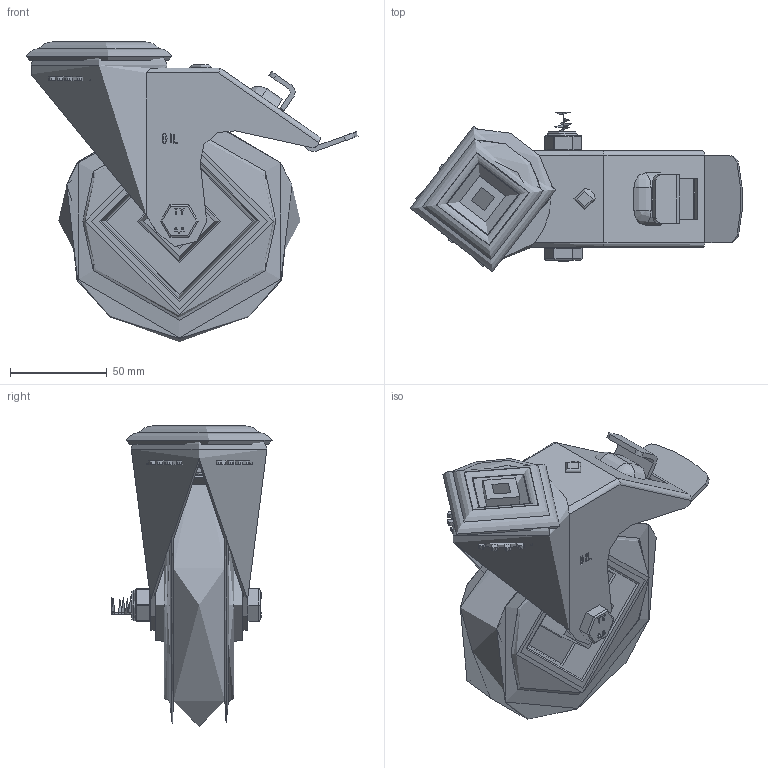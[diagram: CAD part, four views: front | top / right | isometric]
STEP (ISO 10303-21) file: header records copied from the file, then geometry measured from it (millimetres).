
FILE_DESCRIPTION(/* description */ (''),/* implementation_level */ '2;1');
FILE_NAME(/* name */ 'BZMM125SRNBBH12SWB.step',/* time_stamp */ '2024-10-14T12:31:01+01:00',/* author */ (''),/* organization */ (''),/* preprocessor_version */ 'ST-DEVELOPER v20',/* originating_system */ 'Autodesk Translation Framework v13.20.0.188',/* authorisation */ '');
FILE_SCHEMA (('AUTOMOTIVE_DESIGN { 1 0 10303 214 3 1 1 }'));
Length unit declared in the file: millimetre
Products named in the file (26): BZMM125SRNBBH12SWB; BZMM125ASBH12SWB v1; ZINC PLATED, PRESSED STEEL HEAD; ZINC PLATED, PRESSED STEEL FORKS; ZINC PLATED, PRESSED STEEL BRAKE PEDAL; BRAKE PAD; BRAKE PAD Geometry; BOLT; NUT; BZMH125WSRNRB v1; 65 SHORE A ELASTIC RUBBER TYRE; NYLON RIM; NYLON RIM Geometry; CAP; ROLLER BEARING; CAGE; RIBS; Component9; TUBEM15X45 v1; ZINC PLATED, STEEL TUBE; HEXBOLTM10X70Z8.8 v2; GRADE 8.8 THREADED ZINC PLATED BOLT; NYLOCM10Z v1; NYLOC NUT; RUBBER; NUT (1)
Assembly tree (33 placements, depth 5):
  BZMM125SRNBBH12SWB
    BZMM125ASBH12SWB v1
      ZINC PLATED, PRESSED STEEL HEAD
      ZINC PLATED, PRESSED STEEL FORKS
      ZINC PLATED, PRESSED STEEL BRAKE PEDAL
      BRAKE PAD
        BRAKE PAD Geometry
        BOLT
        NUT
    BZMH125WSRNRB v1
      65 SHORE A ELASTIC RUBBER TYRE
      NYLON RIM
        NYLON RIM Geometry
        CAP
      ROLLER BEARING
        CAGE
        RIBS
          Component9  x9
    TUBEM15X45 v1
      ZINC PLATED, STEEL TUBE
    HEXBOLTM10X70Z8.8 v2
      GRADE 8.8 THREADED ZINC PLATED BOLT
    NYLOCM10Z v1
      NYLOC NUT
        RUBBER
        NUT (1)
Bounding box: 171.46 x 82.67 x 155 mm (x, y, z)
Volume: 384070.2 mm3; surface area: 160593.1 mm2
Topology: 23 solids, 23 shells, 718 faces, 1868 edges, 1202 vertices
Faces by surface type: plane 370, cylinder 237, bspline 52, torus 30, sphere 16, cone 13
Full cylindrical faces by diameter (mm): 3.4 x9, 6 x4, 8.141 x18, 9 x2, 9.85 x19, 10 x3, 10.2 x3, 11 x1, 12 x2, 12.2 x1, 14.95 x1, 15.2 x1, 15.5 x1, 16 x2, 17 x1, 21.313 x1, 22 x1, 23.5 x1, 24 x3, 27.9 x1, 28 x1, 38 x1, 49.5 x1, 65 x1, 70 x1, 72 x1, 91 x2
Entity records: 28424 total; most frequent: CARTESIAN_POINT 10365, ORIENTED_EDGE 3680, DIRECTION 3620, EDGE_CURVE 1840, AXIS2_PLACEMENT_3D 1278, VERTEX_POINT 1185, LINE 1064, VECTOR 1064
